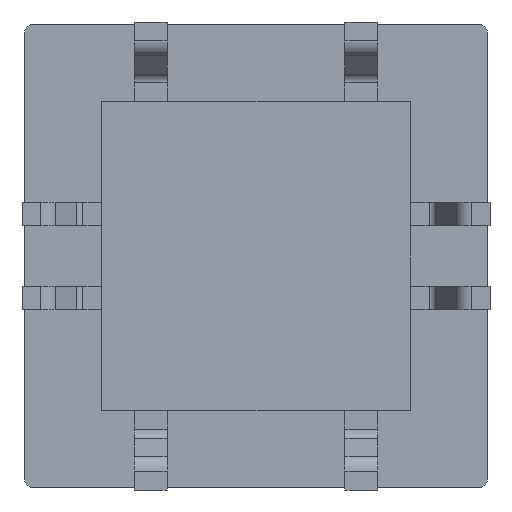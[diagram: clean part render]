
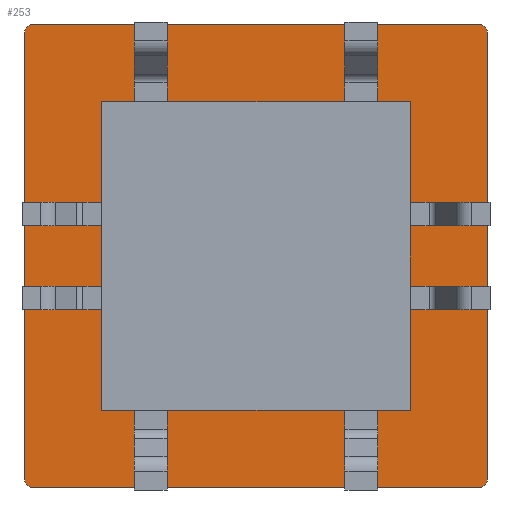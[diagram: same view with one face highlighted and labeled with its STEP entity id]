
A CAD part, front view. The second image highlights one B-rep face of the part: STEP entity #253.
In plain terms, the highlighted planar face has unit normal (0, -1, 0).
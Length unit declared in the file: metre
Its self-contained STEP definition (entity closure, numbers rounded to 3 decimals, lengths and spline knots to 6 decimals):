
#253 = ADVANCED_FACE( '', ( #598, #599 ), #600, .F. );
#598 = FACE_OUTER_BOUND( '', #1039, .T. );
#599 = FACE_BOUND( '', #1040, .T. );
#600 = PLANE( '', #1041 );
#1039 = EDGE_LOOP( '', ( #2115, #2116, #2117, #2118, #2119, #2120, #2121, #2122 ) );
#1040 = EDGE_LOOP( '', ( #2123, #2124, #2125, #2126 ) );
#1041 = AXIS2_PLACEMENT_3D( '', #2127, #2128, #2129 );
#2115 = ORIENTED_EDGE( '', *, *, #3229, .F. );
#2116 = ORIENTED_EDGE( '', *, *, #3230, .T. );
#2117 = ORIENTED_EDGE( '', *, *, #3231, .F. );
#2118 = ORIENTED_EDGE( '', *, *, #3215, .T. );
#2119 = ORIENTED_EDGE( '', *, *, #3203, .F. );
#2120 = ORIENTED_EDGE( '', *, *, #3232, .T. );
#2121 = ORIENTED_EDGE( '', *, *, #3233, .F. );
#2122 = ORIENTED_EDGE( '', *, *, #3195, .T. );
#2123 = ORIENTED_EDGE( '', *, *, #3234, .T. );
#2124 = ORIENTED_EDGE( '', *, *, #3235, .T. );
#2125 = ORIENTED_EDGE( '', *, *, #3182, .T. );
#2126 = ORIENTED_EDGE( '', *, *, #3236, .T. );
#2127 = CARTESIAN_POINT( '', ( -0.00165, 0.006, -0.00825 ) );
#2128 = DIRECTION( '', ( 0., 1., 0. ) );
#2129 = DIRECTION( '', ( 0., 0., 1. ) );
#3182 = EDGE_CURVE( '', #3835, #3833, #3836, .T. );
#3195 = EDGE_CURVE( '', #3854, #3855, #3856, .F. );
#3203 = EDGE_CURVE( '', #3866, #3867, #3868, .T. );
#3215 = EDGE_CURVE( '', #3888, #3867, #3889, .F. );
#3229 = EDGE_CURVE( '', #3909, #3855, #3910, .T. );
#3230 = EDGE_CURVE( '', #3909, #3911, #3912, .F. );
#3231 = EDGE_CURVE( '', #3888, #3911, #3913, .T. );
#3232 = EDGE_CURVE( '', #3866, #3914, #3915, .F. );
#3233 = EDGE_CURVE( '', #3854, #3914, #3916, .T. );
#3234 = EDGE_CURVE( '', #3917, #3918, #3919, .T. );
#3235 = EDGE_CURVE( '', #3918, #3835, #3920, .T. );
#3236 = EDGE_CURVE( '', #3833, #3917, #3921, .T. );
#3833 = VERTEX_POINT( '', #4700 );
#3835 = VERTEX_POINT( '', #4703 );
#3836 = LINE( '', #4704, #4705 );
#3854 = VERTEX_POINT( '', #4730 );
#3855 = VERTEX_POINT( '', #4731 );
#3856 = CIRCLE( '', #4732, 0.0002 );
#3866 = VERTEX_POINT( '', #4747 );
#3867 = VERTEX_POINT( '', #4748 );
#3868 = LINE( '', #4749, #4750 );
#3888 = VERTEX_POINT( '', #4802 );
#3889 = CIRCLE( '', #4803, 0.0002 );
#3909 = VERTEX_POINT( '', #4829 );
#3910 = LINE( '', #4830, #4831 );
#3911 = VERTEX_POINT( '', #4832 );
#3912 = CIRCLE( '', #4833, 0.0002 );
#3913 = LINE( '', #4834, #4835 );
#3914 = VERTEX_POINT( '', #4836 );
#3915 = CIRCLE( '', #4837, 0.0002 );
#3916 = LINE( '', #4838, #4839 );
#3917 = VERTEX_POINT( '', #4840 );
#3918 = VERTEX_POINT( '', #4841 );
#3919 = LINE( '', #4842, #4843 );
#3920 = LINE( '', #4844, #4845 );
#3921 = LINE( '', #4846, #4847 );
#4700 = CARTESIAN_POINT( '', ( 0.0066, 0.006, 0. ) );
#4703 = CARTESIAN_POINT( '', ( 0., 0.006, 0. ) );
#4704 = CARTESIAN_POINT( '', ( 0., 0.006, 0. ) );
#4705 = VECTOR( '', #5589, 1. );
#4730 = CARTESIAN_POINT( '', ( -0.00165, 0.006, -0.00805 ) );
#4731 = CARTESIAN_POINT( '', ( -0.00145, 0.006, -0.00825 ) );
#4732 = AXIS2_PLACEMENT_3D( '', #5603, #5604, #5605 );
#4747 = CARTESIAN_POINT( '', ( -0.00145, 0.006, 0.00165 ) );
#4748 = CARTESIAN_POINT( '', ( 0.00805, 0.006, 0.00165 ) );
#4749 = CARTESIAN_POINT( '', ( -0.00165, 0.006, 0.00165 ) );
#4750 = VECTOR( '', #5611, 1. );
#4802 = CARTESIAN_POINT( '', ( 0.00825, 0.006, 0.00145 ) );
#4803 = AXIS2_PLACEMENT_3D( '', #5620, #5621, #5622 );
#4829 = CARTESIAN_POINT( '', ( 0.00805, 0.006, -0.00825 ) );
#4830 = CARTESIAN_POINT( '', ( -0.00165, 0.006, -0.00825 ) );
#4831 = VECTOR( '', #5638, 1. );
#4832 = CARTESIAN_POINT( '', ( 0.00825, 0.006, -0.00805 ) );
#4833 = AXIS2_PLACEMENT_3D( '', #5639, #5640, #5641 );
#4834 = CARTESIAN_POINT( '', ( 0.00825, 0.006, -0.00825 ) );
#4835 = VECTOR( '', #5642, 1. );
#4836 = CARTESIAN_POINT( '', ( -0.00165, 0.006, 0.00145 ) );
#4837 = AXIS2_PLACEMENT_3D( '', #5643, #5644, #5645 );
#4838 = CARTESIAN_POINT( '', ( -0.00165, 0.006, -0.00825 ) );
#4839 = VECTOR( '', #5646, 1. );
#4840 = CARTESIAN_POINT( '', ( 0.0066, 0.006, -0.0066 ) );
#4841 = CARTESIAN_POINT( '', ( 0., 0.006, -0.0066 ) );
#4842 = CARTESIAN_POINT( '', ( 0., 0.006, -0.0066 ) );
#4843 = VECTOR( '', #5647, 1. );
#4844 = CARTESIAN_POINT( '', ( 0., 0.006, 0. ) );
#4845 = VECTOR( '', #5648, 1. );
#4846 = CARTESIAN_POINT( '', ( 0.0066, 0.006, 0. ) );
#4847 = VECTOR( '', #5649, 1. );
#5589 = DIRECTION( '', ( 1., 0., 0. ) );
#5603 = CARTESIAN_POINT( '', ( -0.00145, 0.006, -0.00805 ) );
#5604 = DIRECTION( '', ( 0., 1., 0. ) );
#5605 = DIRECTION( '', ( 0., 0., 1. ) );
#5611 = DIRECTION( '', ( 1., 0., 0. ) );
#5620 = CARTESIAN_POINT( '', ( 0.00805, 0.006, 0.00145 ) );
#5621 = DIRECTION( '', ( 0., 1., 0. ) );
#5622 = DIRECTION( '', ( 0., 0., 1. ) );
#5638 = DIRECTION( '', ( -1., 0., 0. ) );
#5639 = CARTESIAN_POINT( '', ( 0.00805, 0.006, -0.00805 ) );
#5640 = DIRECTION( '', ( 0., 1., 0. ) );
#5641 = DIRECTION( '', ( 0., 0., 1. ) );
#5642 = DIRECTION( '', ( 0., 0., -1. ) );
#5643 = CARTESIAN_POINT( '', ( -0.00145, 0.006, 0.00145 ) );
#5644 = DIRECTION( '', ( 0., 1., 0. ) );
#5645 = DIRECTION( '', ( 0., 0., 1. ) );
#5646 = DIRECTION( '', ( 0., 0., 1. ) );
#5647 = DIRECTION( '', ( -1., 0., 0. ) );
#5648 = DIRECTION( '', ( 0., 0., 1. ) );
#5649 = DIRECTION( '', ( 0., 0., -1. ) );
